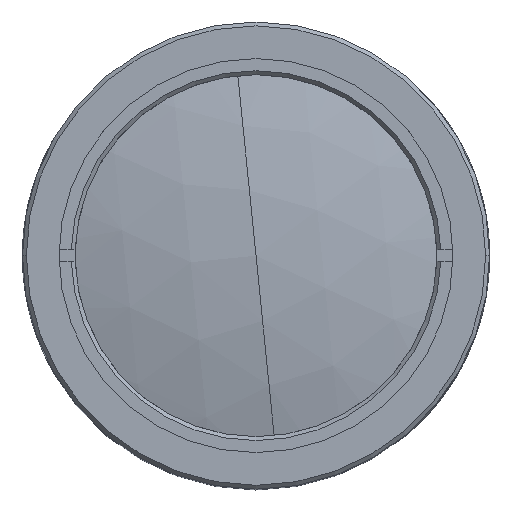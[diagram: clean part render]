
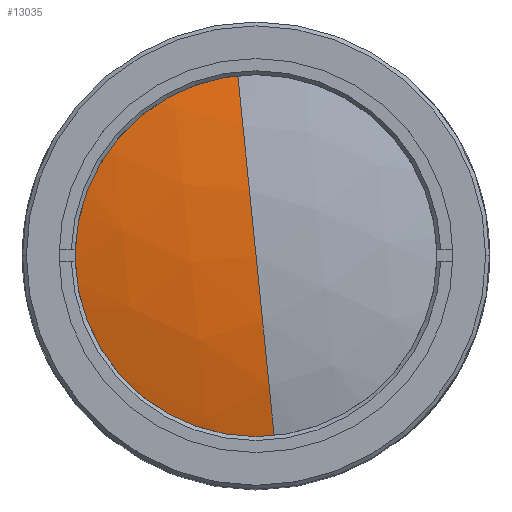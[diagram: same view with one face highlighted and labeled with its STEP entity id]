
A CAD part, top view. The second image highlights one B-rep face of the part: STEP entity #13035.
In plain terms, the highlighted spherical face has radius 47.86 mm.
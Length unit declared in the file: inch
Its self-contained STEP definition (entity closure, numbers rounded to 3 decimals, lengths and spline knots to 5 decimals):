
#12447 = CARTESIAN_POINT ( 'NONE',  ( -0.05019, 0.49747, -0.17575 ) ) ;
#12462 = CARTESIAN_POINT ( 'NONE',  ( 0.05019, -0.49747, -0.17575 ) ) ;
#12468 = CARTESIAN_POINT ( 'NONE',  ( -0.49747, -0.05019, -0.17575 ) ) ;
#12470 = AXIS2_PLACEMENT_3D ( 'NONE', #12491, #12490, #12506 ) ;
#12471 = CIRCLE ( 'NONE', #12470, 1.88425 ) ;
#12474 = DIRECTION ( 'NONE',  ( 0.995, 0.1, 0. ) ) ;
#12484 = AXIS2_PLACEMENT_3D ( 'NONE', #12505, #12495, #12474 ) ;
#12485 = CIRCLE ( 'NONE', #12484, 0.5 ) ;
#12490 = DIRECTION ( 'NONE',  ( -0.995, -0.1, 0. ) ) ;
#12491 = CARTESIAN_POINT ( 'NONE',  ( 0., 0., -1.99245 ) ) ;
#12495 = DIRECTION ( 'NONE',  ( 0., 0., 1. ) ) ;
#12497 = CARTESIAN_POINT ( 'NONE',  ( 0., 0., -0.1082 ) ) ;
#12505 = CARTESIAN_POINT ( 'NONE',  ( 0., 0., -0.17575 ) ) ;
#12506 = DIRECTION ( 'NONE',  ( 0.1, -0.995, 0. ) ) ;
#12512 = DIRECTION ( 'NONE',  ( -0.1, 0.995, 0. ) ) ;
#12513 = DIRECTION ( 'NONE',  ( 0.995, 0.1, 0. ) ) ;
#12514 = CARTESIAN_POINT ( 'NONE',  ( 0., 0., -1.99245 ) ) ;
#12515 = AXIS2_PLACEMENT_3D ( 'NONE', #12514, #12513, #12512 ) ;
#12516 = CIRCLE ( 'NONE', #12515, 1.88425 ) ;
#12517 = AXIS2_PLACEMENT_3D ( 'NONE', #12524, #12523, #12522 ) ;
#12521 = CIRCLE ( 'NONE', #12517, 0.5 ) ;
#12522 = DIRECTION ( 'NONE',  ( 0.995, 0.1, 0. ) ) ;
#12523 = DIRECTION ( 'NONE',  ( 0., 0., 1. ) ) ;
#12524 = CARTESIAN_POINT ( 'NONE',  ( 0., 0., -0.17575 ) ) ;
#13035 = ADVANCED_FACE ( 'NONE', ( #19229 ), #19248, .T. ) ;
#13058 = VERTEX_POINT ( 'NONE', #12447 ) ;
#13063 = ORIENTED_EDGE ( 'NONE', *, *, #13093, .F. ) ;
#13069 = VERTEX_POINT ( 'NONE', #12468 ) ;
#13070 = VERTEX_POINT ( 'NONE', #12462 ) ;
#13072 = EDGE_LOOP ( 'NONE', ( #13090, #13079, #13063, #13119 ) ) ;
#13078 = EDGE_CURVE ( 'NONE', #13058, #13069, #12485, .T. ) ;
#13079 = ORIENTED_EDGE ( 'NONE', *, *, #13080, .T. ) ;
#13080 = EDGE_CURVE ( 'NONE', #13070, #13082, #12471, .T. ) ;
#13082 = VERTEX_POINT ( 'NONE', #12497 ) ;
#13088 = EDGE_CURVE ( 'NONE', #13069, #13070, #12521, .T. ) ;
#13090 = ORIENTED_EDGE ( 'NONE', *, *, #13088, .T. ) ;
#13093 = EDGE_CURVE ( 'NONE', #13058, #13082, #12516, .T. ) ;
#13119 = ORIENTED_EDGE ( 'NONE', *, *, #13078, .T. ) ;
#19229 = FACE_OUTER_BOUND ( 'NONE', #13072, .T. ) ;
#19244 = DIRECTION ( 'NONE',  ( -0.1, 0.995, 0. ) ) ;
#19245 = DIRECTION ( 'NONE',  ( -0.995, -0.1, 0. ) ) ;
#19246 = CARTESIAN_POINT ( 'NONE',  ( 0., 0., -1.99245 ) ) ;
#19247 = AXIS2_PLACEMENT_3D ( 'NONE', #19246, #19245, #19244 ) ;
#19248 = SPHERICAL_SURFACE ( 'NONE', #19247, 1.88425 ) ;
